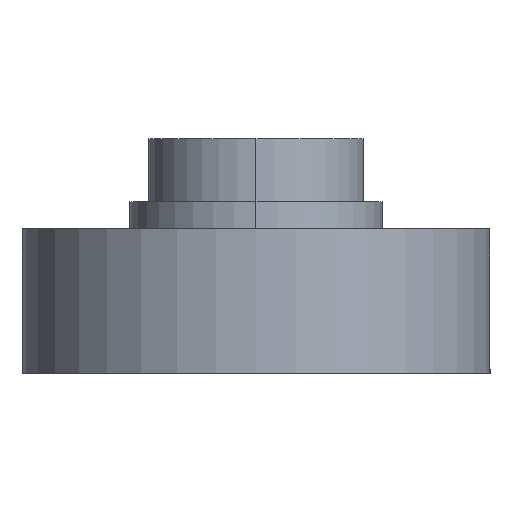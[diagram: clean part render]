
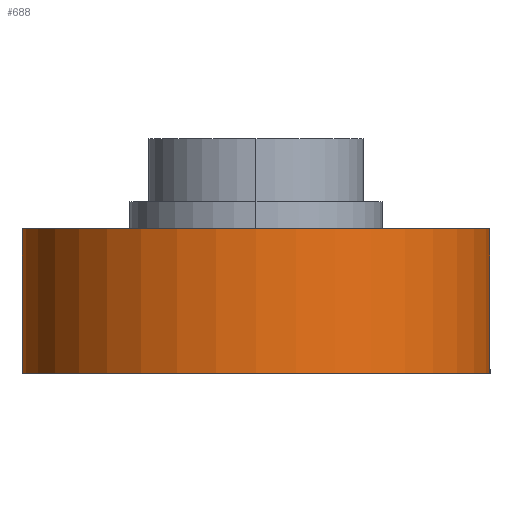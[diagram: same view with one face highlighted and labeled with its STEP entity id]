
A CAD part, left-side view. The second image highlights one B-rep face of the part: STEP entity #688.
In plain terms, the highlighted cylindrical face has radius 330.2 mm (diameter 660.4 mm), a partial arc.
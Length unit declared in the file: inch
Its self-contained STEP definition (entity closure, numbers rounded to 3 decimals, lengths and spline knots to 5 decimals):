
#129=CARTESIAN_POINT('',(0.,0.,-2.));
#130=DIRECTION('',(0.,0.,-1.));
#131=DIRECTION('',(0.616,-0.788,0.));
#132=AXIS2_PLACEMENT_3D('',#129,#130,#131);
#187=CARTESIAN_POINT('',(0.,0.,6.));
#188=DIRECTION('',(0.,0.,1.));
#189=DIRECTION('',(0.616,0.788,0.));
#190=AXIS2_PLACEMENT_3D('',#187,#188,#189);
#196=DIRECTION('',(0.,0.,1.));
#197=VECTOR('',#196,8.);
#198=CARTESIAN_POINT('',(8.00579,-10.24242,-2.));
#199=LINE('',#198,#197);
#244=DIRECTION('',(0.,0.,-1.));
#245=VECTOR('',#244,8.);
#246=CARTESIAN_POINT('',(8.00579,10.24242,6.));
#247=LINE('',#246,#245);
#425=CARTESIAN_POINT('',(8.00579,10.24242,6.));
#426=CARTESIAN_POINT('',(8.00579,-10.24242,6.));
#427=VERTEX_POINT('',#425);
#428=VERTEX_POINT('',#426);
#441=CARTESIAN_POINT('',(8.00579,-10.24242,-2.));
#442=CARTESIAN_POINT('',(8.00579,10.24242,-2.));
#443=VERTEX_POINT('',#441);
#444=VERTEX_POINT('',#442);
#675=CARTESIAN_POINT('',(0.,0.,0.));
#676=DIRECTION('',(0.,0.,1.));
#677=DIRECTION('',(1.,0.,0.));
#678=AXIS2_PLACEMENT_3D('',#675,#676,#677);
#679=CYLINDRICAL_SURFACE('',#678,13.);
#681=ORIENTED_EDGE('',*,*,#680,.F.);
#682=ORIENTED_EDGE('',*,*,#646,.T.);
#684=ORIENTED_EDGE('',*,*,#683,.F.);
#685=ORIENTED_EDGE('',*,*,#482,.T.);
#686=EDGE_LOOP('',(#681,#682,#684,#685));
#687=FACE_OUTER_BOUND('',#686,.F.);
#688=ADVANCED_FACE('',(#687),#679,.T.);
#133=CIRCLE('',#132,13.);
#191=CIRCLE('',#190,13.);
#482=EDGE_CURVE('',#427,#428,#191,.T.);
#646=EDGE_CURVE('',#443,#444,#133,.T.);
#680=EDGE_CURVE('',#443,#428,#199,.T.);
#683=EDGE_CURVE('',#427,#444,#247,.T.);
